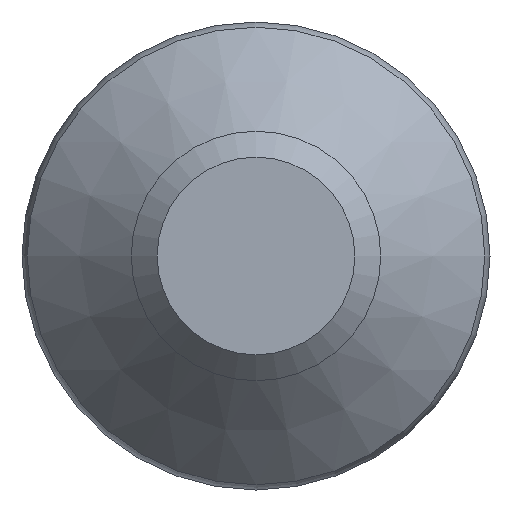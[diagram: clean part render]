
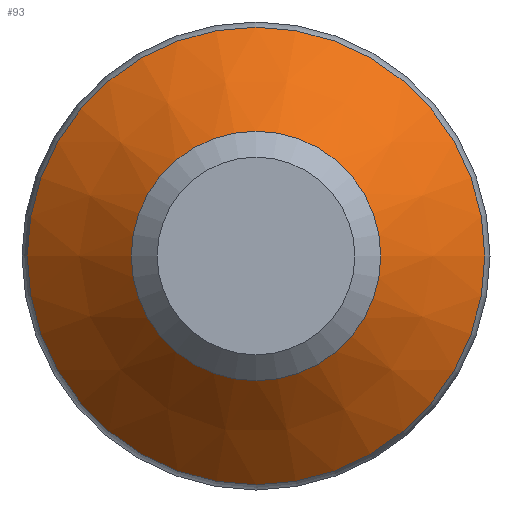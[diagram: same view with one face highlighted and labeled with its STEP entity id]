
A CAD part, front view. The second image highlights one B-rep face of the part: STEP entity #93.
In plain terms, the highlighted conical face has half-angle 45 degrees and reference radius 3.4 mm.
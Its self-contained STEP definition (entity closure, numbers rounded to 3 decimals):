
#19=CONICAL_SURFACE('',#110,3.4,0.785);
#27=FACE_BOUND('',#49,.T.);
#35=FACE_OUTER_BOUND('',#48,.T.);
#48=EDGE_LOOP('',(#83));
#49=EDGE_LOOP('',(#84));
#50=CIRCLE('',#97,4.4);
#56=CIRCLE('',#108,2.4);
#57=VERTEX_POINT('',#145);
#63=VERTEX_POINT('',#162);
#64=EDGE_CURVE('',#57,#57,#50,.T.);
#70=EDGE_CURVE('',#63,#63,#56,.T.);
#83=ORIENTED_EDGE('',*,*,#70,.T.);
#84=ORIENTED_EDGE('',*,*,#64,.T.);
#93=ADVANCED_FACE('',(#35,#27),#19,.T.);
#97=AXIS2_PLACEMENT_3D('',#146,#115,#116);
#108=AXIS2_PLACEMENT_3D('',#163,#137,#138);
#110=AXIS2_PLACEMENT_3D('',#165,#141,#142);
#115=DIRECTION('center_axis',(0.,-1.,0.));
#116=DIRECTION('ref_axis',(1.,0.,0.));
#137=DIRECTION('center_axis',(0.,1.,0.));
#138=DIRECTION('ref_axis',(1.,0.,0.));
#141=DIRECTION('center_axis',(0.,1.,0.));
#142=DIRECTION('ref_axis',(1.,0.,0.));
#145=CARTESIAN_POINT('',(-4.4,34.,0.));
#146=CARTESIAN_POINT('Origin',(0.,34.,0.));
#162=CARTESIAN_POINT('',(-2.4,32.,0.));
#163=CARTESIAN_POINT('Origin',(0.,32.,0.));
#165=CARTESIAN_POINT('Origin',(0.,33.,0.));
